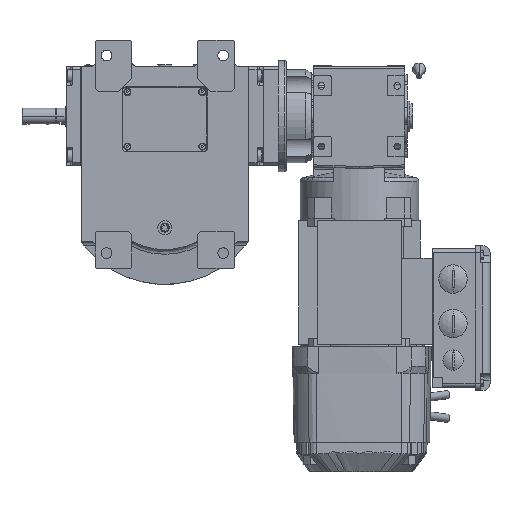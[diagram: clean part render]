
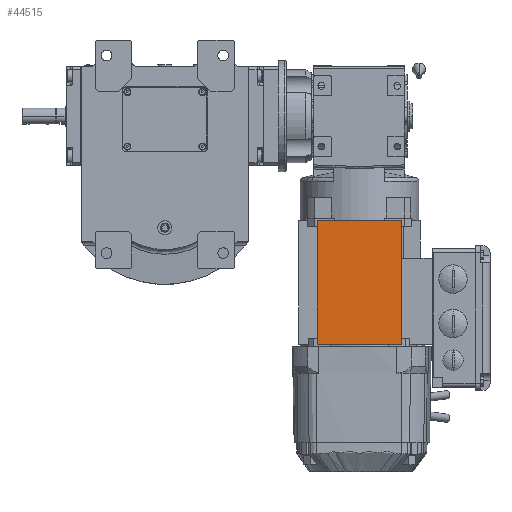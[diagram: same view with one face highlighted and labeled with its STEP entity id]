
A CAD part, front view. The second image highlights one B-rep face of the part: STEP entity #44515.
In plain terms, the highlighted face is planar.
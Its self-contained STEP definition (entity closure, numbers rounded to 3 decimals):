
#1889 = LINE ( 'NONE', #48329, #73683 ) ;
#5336 = EDGE_CURVE ( 'NONE', #13976, #57490, #60827, .T. ) ;
#5443 = EDGE_LOOP ( 'NONE', ( #40391, #36805, #21965, #97324 ) ) ;
#7530 = DIRECTION ( 'NONE',  ( -1., 0., 0. ) ) ;
#8022 = LINE ( 'NONE', #55416, #91404 ) ;
#13976 = VERTEX_POINT ( 'NONE', #75283 ) ;
#14890 = CARTESIAN_POINT ( 'NONE',  ( 103., 41.5, -37. ) ) ;
#15392 = DIRECTION ( 'NONE',  ( 0., -1., 0. ) ) ;
#19693 = PLANE ( 'NONE',  #82210 ) ;
#21965 = ORIENTED_EDGE ( 'NONE', *, *, #37259, .T. ) ;
#22748 = VECTOR ( 'NONE', #15392, 1000. ) ;
#26853 = FACE_OUTER_BOUND ( 'NONE', #5443, .T. ) ;
#31107 = EDGE_CURVE ( 'NONE', #99420, #13976, #8022, .T. ) ;
#34807 = CARTESIAN_POINT ( 'NONE',  ( 225., 41.5, -37. ) ) ;
#36805 = ORIENTED_EDGE ( 'NONE', *, *, #31107, .F. ) ;
#37259 = EDGE_CURVE ( 'NONE', #99420, #73180, #54546, .T. ) ;
#40391 = ORIENTED_EDGE ( 'NONE', *, *, #5336, .F. ) ;
#44515 = ADVANCED_FACE ( 'NONE', ( #26853 ), #19693, .T. ) ;
#48329 = CARTESIAN_POINT ( 'NONE',  ( 225., -41.5, -37. ) ) ;
#49816 = DIRECTION ( 'NONE',  ( 0., 0., -1. ) ) ;
#54546 = LINE ( 'NONE', #87196, #98656 ) ;
#55416 = CARTESIAN_POINT ( 'NONE',  ( 225., 41.5, -37. ) ) ;
#57490 = VERTEX_POINT ( 'NONE', #64431 ) ;
#58458 = CARTESIAN_POINT ( 'NONE',  ( 225., 41.5, -37. ) ) ;
#60821 = EDGE_CURVE ( 'NONE', #73180, #57490, #1889, .T. ) ;
#60827 = LINE ( 'NONE', #14890, #22748 ) ;
#64431 = CARTESIAN_POINT ( 'NONE',  ( 103., -41.5, -37. ) ) ;
#72782 = DIRECTION ( 'NONE',  ( -1., 0., 0. ) ) ;
#73180 = VERTEX_POINT ( 'NONE', #80132 ) ;
#73683 = VECTOR ( 'NONE', #72782, 1000. ) ;
#74292 = DIRECTION ( 'NONE',  ( 0., -1., 0. ) ) ;
#75283 = CARTESIAN_POINT ( 'NONE',  ( 103., 41.5, -37. ) ) ;
#80040 = DIRECTION ( 'NONE',  ( 0., -1., 0. ) ) ;
#80132 = CARTESIAN_POINT ( 'NONE',  ( 225., -41.5, -37. ) ) ;
#82210 = AXIS2_PLACEMENT_3D ( 'NONE', #58458, #49816, #74292 ) ;
#87196 = CARTESIAN_POINT ( 'NONE',  ( 225., 41.5, -37. ) ) ;
#91404 = VECTOR ( 'NONE', #7530, 1000. ) ;
#97324 = ORIENTED_EDGE ( 'NONE', *, *, #60821, .T. ) ;
#98656 = VECTOR ( 'NONE', #80040, 1000. ) ;
#99420 = VERTEX_POINT ( 'NONE', #34807 ) ;
